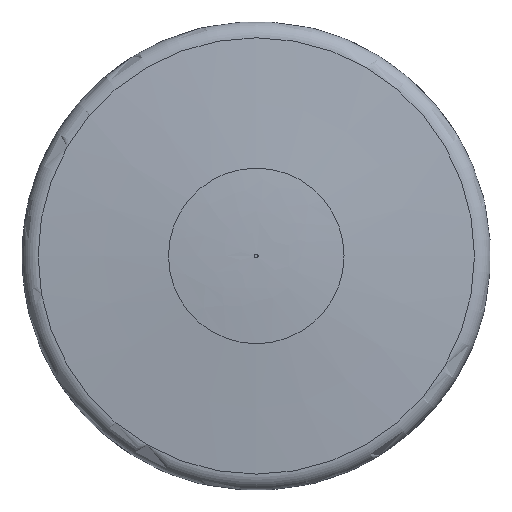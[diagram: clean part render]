
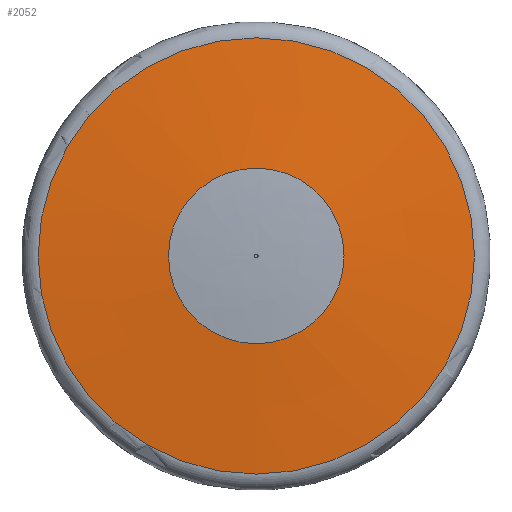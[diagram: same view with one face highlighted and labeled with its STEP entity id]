
A CAD part, top view. The second image highlights one B-rep face of the part: STEP entity #2052.
In plain terms, the highlighted conical face has half-angle 85 degrees and reference radius 2.5 mm.
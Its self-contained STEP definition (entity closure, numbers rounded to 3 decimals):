
#20=CONICAL_SURFACE('',#2295,2.5,1.484);
#155=LINE('',#4321,#282);
#282=VECTOR('',#2795,2.5);
#492=FACE_OUTER_BOUND('',#629,.T.);
#629=EDGE_LOOP('',(#1783,#1784,#1785,#1786));
#827=CIRCLE('',#2280,12.162);
#833=CIRCLE('',#2296,4.892);
#968=VERTEX_POINT('',#4298);
#969=VERTEX_POINT('',#4319);
#1235=EDGE_CURVE('',#968,#968,#827,.T.);
#1245=EDGE_CURVE('',#969,#969,#833,.T.);
#1246=EDGE_CURVE('',#969,#968,#155,.T.);
#1783=ORIENTED_EDGE('',*,*,#1245,.F.);
#1784=ORIENTED_EDGE('',*,*,#1246,.T.);
#1785=ORIENTED_EDGE('',*,*,#1235,.F.);
#1786=ORIENTED_EDGE('',*,*,#1246,.F.);
#2052=ADVANCED_FACE('',(#492),#20,.T.);
#2280=AXIS2_PLACEMENT_3D('',#4299,#2757,#2758);
#2295=AXIS2_PLACEMENT_3D('',#4318,#2791,#2792);
#2296=AXIS2_PLACEMENT_3D('',#4320,#2793,#2794);
#2757=DIRECTION('center_axis',(0.,0.,-1.));
#2758=DIRECTION('ref_axis',(1.,0.,0.));
#2791=DIRECTION('center_axis',(0.,0.,-1.));
#2792=DIRECTION('ref_axis',(1.,0.,0.));
#2793=DIRECTION('center_axis',(0.,0.,1.));
#2794=DIRECTION('ref_axis',(1.,0.,0.));
#2795=DIRECTION('',(-0.996,0.,-0.087));
#4298=CARTESIAN_POINT('',(-12.162,0.,0.155));
#4299=CARTESIAN_POINT('Origin',(0.,0.,0.155));
#4318=CARTESIAN_POINT('Origin',(0.,0.,1.));
#4319=CARTESIAN_POINT('',(-4.892,0.,0.791));
#4320=CARTESIAN_POINT('Origin',(0.,0.,0.791));
#4321=CARTESIAN_POINT('',(-2.5,0.,1.));
